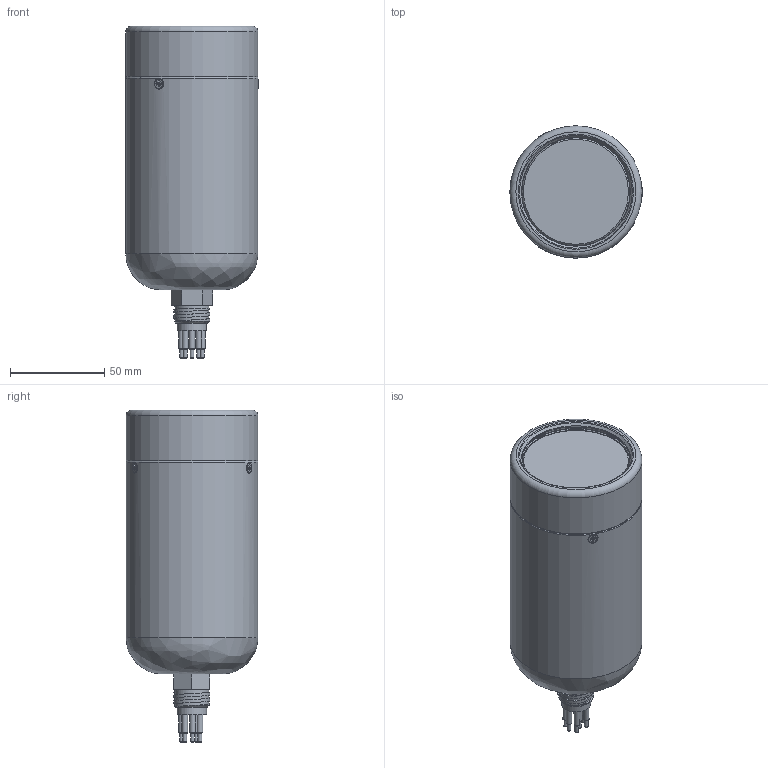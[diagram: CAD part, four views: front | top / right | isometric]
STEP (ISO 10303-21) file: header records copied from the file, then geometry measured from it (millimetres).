
FILE_DESCRIPTION(/* description */ (''),/* implementation_level */ '2;1');
FILE_NAME(/* name */ 'AR202_Mako.stp',/* time_stamp */ '2022-10-05T20:05:43-04:00',/* author */ ('lfrey'),/* organization */ (''),/* preprocessor_version */ 'ST-DEVELOPER v19',/* originating_system */ 'Autodesk Inventor 2023',/* authorisation */ '');
FILE_SCHEMA (('AUTOMOTIVE_DESIGN { 1 0 10303 214 3 1 1 }'));
Length unit declared in the file: inch
Products named in the file (1): MakoCamera
Bounding box: 69.96 x 69.85 x 175.7 mm (x, y, z)
Volume: 316815.5 mm3; surface area: 72426.3 mm2
Topology: 1 solids, 6 shells, 456 faces, 1156 edges, 749 vertices
Faces by surface type: plane 170, bspline 98, cone 79, cylinder 78, torus 31
Full cylindrical faces by diameter (mm): 1.694 x4, 2 x10, 2.156 x3, 2.845 x3, 2.946 x2, 3 x8, 4.953 x3, 5 x2, 9.5 x1, 9.728 x9, 12.5 x1, 15.5 x1, 16 x1, 17.9 x2, 19 x2, 48.26 x1, 52.324 x2, 52.476 x1, 57.023 x1, 57.15 x1, 57.302 x2, 59.436 x1, 61.366 x1, 69.85 x2
Entity records: 19852 total; most frequent: CARTESIAN_POINT 9069, ORIENTED_EDGE 2292, DIRECTION 1833, EDGE_CURVE 1146, VERTEX_POINT 749, AXIS2_PLACEMENT_3D 671, EDGE_LOOP 511, LINE 491
